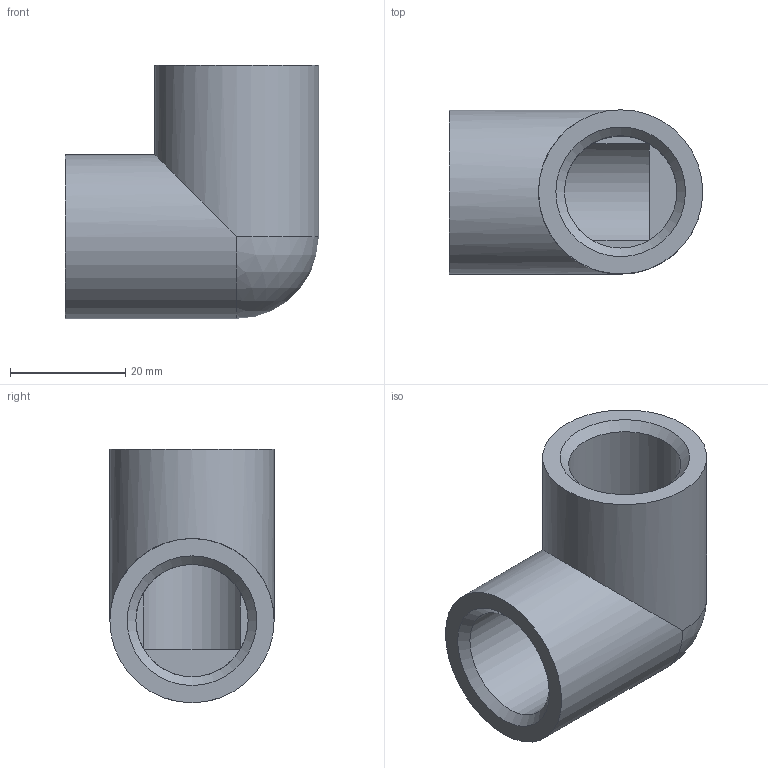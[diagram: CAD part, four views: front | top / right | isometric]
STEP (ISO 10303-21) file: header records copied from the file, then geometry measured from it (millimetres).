
FILE_DESCRIPTION(/* description */ ('1/2" FEMALE ELBOW'),/* implementation_level */ '2;1');
FILE_NAME(/* name */ '#34_1-2.stp',/* time_stamp */ '2018-05-02T14:42:51+10:00',/* author */ ('daud'),/* organization */ (''),/* preprocessor_version */ 'ST-DEVELOPER v16.13',/* originating_system */ 'Autodesk Inventor 2018',/* authorisation */ '');
FILE_SCHEMA (('AUTOMOTIVE_DESIGN { 1 0 10303 214 3 1 1 }'));
Length unit declared in the file: millimetre
Products named in the file (1): #461
Bounding box: 44 x 28.5 x 44 mm (x, y, z)
Volume: 19388.8 mm3; surface area: 9394.4 mm2
Topology: 1 solids, 1 shells, 19 faces, 37 edges, 19 vertices
Faces by surface type: cylinder 8, plane 8, cone 2, sphere 1
Full cylindrical faces by diameter (mm): 19.5 x2, 28.5 x2
Entity records: 458 total; most frequent: DIRECTION 89, CARTESIAN_POINT 63, ORIENTED_EDGE 54, AXIS2_PLACEMENT_3D 42, EDGE_LOOP 27, EDGE_CURVE 27, FACE_OUTER_BOUND 19, ADVANCED_FACE 19
